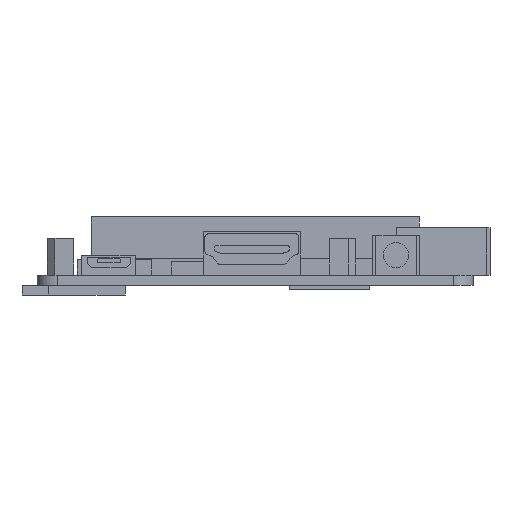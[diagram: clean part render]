
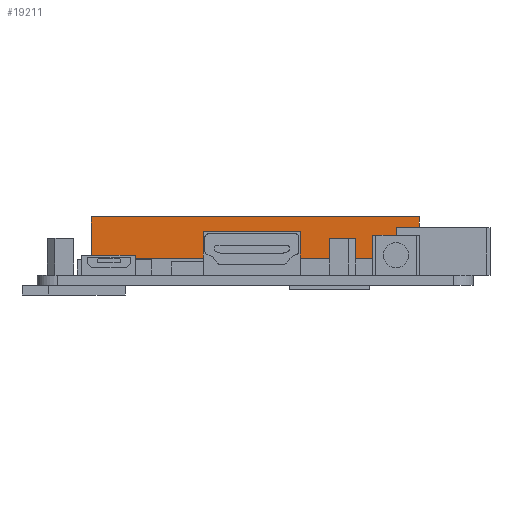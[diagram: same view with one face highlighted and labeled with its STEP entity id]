
A CAD part, front view. The second image highlights one B-rep face of the part: STEP entity #19211.
In plain terms, the highlighted planar face has unit normal (0, -1, 0).
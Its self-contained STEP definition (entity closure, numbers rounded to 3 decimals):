
#2257=PLANE('',#20216);
#3330=FACE_OUTER_BOUND('',#4647,.T.);
#4647=EDGE_LOOP('',(#17939,#17940,#17941,#17942));
#5918=LINE('',#36255,#7193);
#5919=LINE('',#36258,#7194);
#5920=LINE('',#36260,#7195);
#5921=LINE('',#36261,#7196);
#7193=VECTOR('',#23433,10.);
#7194=VECTOR('',#23436,10.);
#7195=VECTOR('',#23437,10.);
#7196=VECTOR('',#23438,10.);
#9537=VERTEX_POINT('',#36249);
#9539=VERTEX_POINT('',#36253);
#9540=VERTEX_POINT('',#36257);
#9541=VERTEX_POINT('',#36259);
#12340=EDGE_CURVE('',#9537,#9539,#5918,.T.);
#12341=EDGE_CURVE('',#9537,#9540,#5919,.T.);
#12342=EDGE_CURVE('',#9541,#9539,#5920,.T.);
#12343=EDGE_CURVE('',#9540,#9541,#5921,.T.);
#17939=ORIENTED_EDGE('',*,*,#12341,.F.);
#17940=ORIENTED_EDGE('',*,*,#12340,.T.);
#17941=ORIENTED_EDGE('',*,*,#12342,.F.);
#17942=ORIENTED_EDGE('',*,*,#12343,.F.);
#19211=ADVANCED_FACE('',(#3330),#2257,.T.);
#20216=AXIS2_PLACEMENT_3D('',#36256,#23434,#23435);
#23433=DIRECTION('',(0.,0.,1.));
#23434=DIRECTION('center_axis',(0.,-1.,0.));
#23435=DIRECTION('ref_axis',(1.,0.,0.));
#23436=DIRECTION('',(-1.,0.,0.));
#23437=DIRECTION('',(1.,0.,0.));
#23438=DIRECTION('',(0.,0.,1.));
#36249=CARTESIAN_POINT('',(56.95,50.95,4.));
#36253=CARTESIAN_POINT('',(56.95,50.95,10.2));
#36255=CARTESIAN_POINT('',(56.95,50.95,4.));
#36256=CARTESIAN_POINT('Origin',(8.05,50.95,4.));
#36257=CARTESIAN_POINT('',(8.05,50.95,4.));
#36258=CARTESIAN_POINT('',(56.95,50.95,4.));
#36259=CARTESIAN_POINT('',(8.05,50.95,10.2));
#36260=CARTESIAN_POINT('',(56.95,50.95,10.2));
#36261=CARTESIAN_POINT('',(8.05,50.95,4.));
